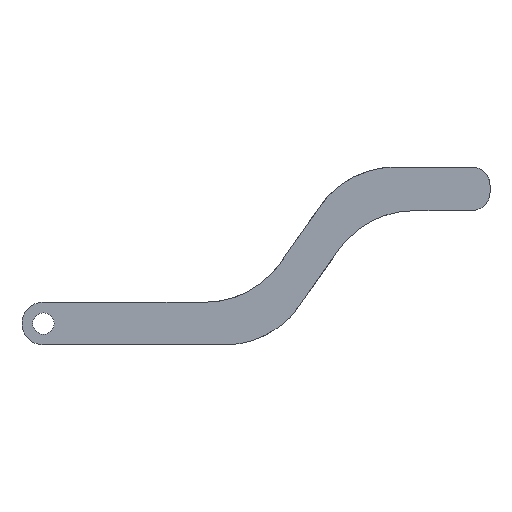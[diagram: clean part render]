
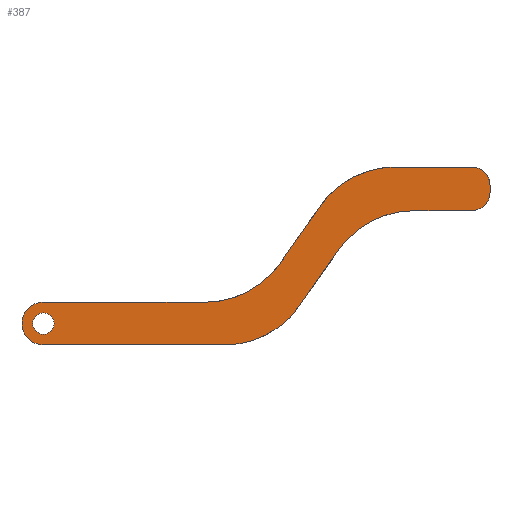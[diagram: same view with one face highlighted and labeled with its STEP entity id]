
A CAD part, front view. The second image highlights one B-rep face of the part: STEP entity #387.
In plain terms, the highlighted planar face has unit normal (0, -1, 0).
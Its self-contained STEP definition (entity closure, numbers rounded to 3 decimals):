
#15=FACE_BOUND('',#72,.T.);
#34=PLANE('',#440);
#49=FACE_OUTER_BOUND('',#71,.T.);
#71=EDGE_LOOP('',(#285,#286,#287,#288,#289,#290,#291,#292,#293,#294,#295,
#296,#297,#298));
#72=EDGE_LOOP('',(#299));
#94=LINE('',#615,#122);
#98=LINE('',#669,#126);
#99=LINE('',#673,#127);
#100=LINE('',#677,#128);
#101=LINE('',#681,#129);
#102=LINE('',#685,#130);
#103=LINE('',#688,#131);
#122=VECTOR('',#490,10.);
#126=VECTOR('',#508,10.);
#127=VECTOR('',#511,10.);
#128=VECTOR('',#514,10.);
#129=VECTOR('',#517,10.);
#130=VECTOR('',#520,10.);
#131=VECTOR('',#523,10.);
#148=CIRCLE('',#431,3.);
#149=CIRCLE('',#438,3.);
#151=CIRCLE('',#441,15.);
#152=CIRCLE('',#442,15.);
#153=CIRCLE('',#443,3.5);
#154=CIRCLE('',#444,15.);
#155=CIRCLE('',#445,15.);
#156=CIRCLE('',#446,1.75);
#165=VERTEX_POINT('',#605);
#166=VERTEX_POINT('',#607);
#168=VERTEX_POINT('',#613);
#176=VERTEX_POINT('',#663);
#177=VERTEX_POINT('',#668);
#178=VERTEX_POINT('',#670);
#179=VERTEX_POINT('',#672);
#180=VERTEX_POINT('',#674);
#181=VERTEX_POINT('',#676);
#182=VERTEX_POINT('',#678);
#183=VERTEX_POINT('',#680);
#184=VERTEX_POINT('',#682);
#185=VERTEX_POINT('',#684);
#186=VERTEX_POINT('',#686);
#187=VERTEX_POINT('',#689);
#204=EDGE_CURVE('',#165,#166,#148,.T.);
#208=EDGE_CURVE('',#168,#165,#94,.T.);
#218=EDGE_CURVE('',#176,#168,#149,.T.);
#220=EDGE_CURVE('',#177,#176,#98,.T.);
#221=EDGE_CURVE('',#178,#177,#151,.T.);
#222=EDGE_CURVE('',#179,#178,#99,.T.);
#223=EDGE_CURVE('',#180,#179,#152,.T.);
#224=EDGE_CURVE('',#181,#180,#100,.T.);
#225=EDGE_CURVE('',#182,#181,#153,.T.);
#226=EDGE_CURVE('',#183,#182,#101,.T.);
#227=EDGE_CURVE('',#184,#183,#154,.T.);
#228=EDGE_CURVE('',#185,#184,#102,.T.);
#229=EDGE_CURVE('',#186,#185,#155,.T.);
#230=EDGE_CURVE('',#166,#186,#103,.T.);
#231=EDGE_CURVE('',#187,#187,#156,.T.);
#285=ORIENTED_EDGE('',*,*,#204,.F.);
#286=ORIENTED_EDGE('',*,*,#208,.F.);
#287=ORIENTED_EDGE('',*,*,#218,.F.);
#288=ORIENTED_EDGE('',*,*,#220,.F.);
#289=ORIENTED_EDGE('',*,*,#221,.F.);
#290=ORIENTED_EDGE('',*,*,#222,.F.);
#291=ORIENTED_EDGE('',*,*,#223,.F.);
#292=ORIENTED_EDGE('',*,*,#224,.F.);
#293=ORIENTED_EDGE('',*,*,#225,.F.);
#294=ORIENTED_EDGE('',*,*,#226,.F.);
#295=ORIENTED_EDGE('',*,*,#227,.F.);
#296=ORIENTED_EDGE('',*,*,#228,.F.);
#297=ORIENTED_EDGE('',*,*,#229,.F.);
#298=ORIENTED_EDGE('',*,*,#230,.F.);
#299=ORIENTED_EDGE('',*,*,#231,.F.);
#387=ADVANCED_FACE('',(#49,#15),#34,.F.);
#431=AXIS2_PLACEMENT_3D('',#608,#482,#483);
#438=AXIS2_PLACEMENT_3D('',#665,#502,#503);
#440=AXIS2_PLACEMENT_3D('',#667,#506,#507);
#441=AXIS2_PLACEMENT_3D('',#671,#509,#510);
#442=AXIS2_PLACEMENT_3D('',#675,#512,#513);
#443=AXIS2_PLACEMENT_3D('',#679,#515,#516);
#444=AXIS2_PLACEMENT_3D('',#683,#518,#519);
#445=AXIS2_PLACEMENT_3D('',#687,#521,#522);
#446=AXIS2_PLACEMENT_3D('',#690,#524,#525);
#482=DIRECTION('center_axis',(0.,1.,0.));
#483=DIRECTION('ref_axis',(0.707,0.,-0.707));
#490=DIRECTION('',(0.,0.,-1.));
#502=DIRECTION('center_axis',(0.,1.,0.));
#503=DIRECTION('ref_axis',(0.707,0.,0.707));
#506=DIRECTION('center_axis',(0.,1.,0.));
#507=DIRECTION('ref_axis',(0.,0.,1.));
#508=DIRECTION('',(1.,0.,0.));
#509=DIRECTION('center_axis',(0.,1.,0.));
#510=DIRECTION('ref_axis',(-0.462,0.,0.887));
#511=DIRECTION('',(0.574,0.,0.819));
#512=DIRECTION('center_axis',(0.,-1.,0.));
#513=DIRECTION('ref_axis',(0.462,0.,-0.887));
#514=DIRECTION('',(1.,0.,0.));
#515=DIRECTION('center_axis',(0.,1.,0.));
#516=DIRECTION('ref_axis',(-1.,0.,0.));
#517=DIRECTION('',(-1.,0.,0.));
#518=DIRECTION('center_axis',(0.,1.,0.));
#519=DIRECTION('ref_axis',(0.462,0.,-0.887));
#520=DIRECTION('',(-0.574,0.,-0.819));
#521=DIRECTION('center_axis',(0.,-1.,0.));
#522=DIRECTION('ref_axis',(-0.462,0.,0.887));
#523=DIRECTION('',(-1.,0.,0.));
#524=DIRECTION('center_axis',(0.,-1.,0.));
#525=DIRECTION('ref_axis',(1.,0.,0.));
#605=CARTESIAN_POINT('',(73.112,0.,21.469));
#607=CARTESIAN_POINT('',(70.112,0.,18.469));
#608=CARTESIAN_POINT('Origin',(70.112,0.,21.469));
#613=CARTESIAN_POINT('',(73.112,0.,22.617));
#615=CARTESIAN_POINT('',(73.112,0.,25.617));
#663=CARTESIAN_POINT('',(70.112,0.,25.617));
#665=CARTESIAN_POINT('Origin',(70.112,0.,22.617));
#667=CARTESIAN_POINT('Origin',(34.806,0.,11.059));
#668=CARTESIAN_POINT('',(57.592,0.,25.617));
#669=CARTESIAN_POINT('',(49.784,0.,25.617));
#670=CARTESIAN_POINT('',(45.305,0.,19.221));
#671=CARTESIAN_POINT('Origin',(57.592,0.,10.617));
#672=CARTESIAN_POINT('',(38.776,0.,9.896));
#673=CARTESIAN_POINT('',(34.297,0.,3.5));
#674=CARTESIAN_POINT('',(26.489,0.,3.5));
#675=CARTESIAN_POINT('Origin',(26.489,0.,18.5));
#676=CARTESIAN_POINT('',(0.,0.,3.5));
#677=CARTESIAN_POINT('',(0.,0.,3.5));
#678=CARTESIAN_POINT('',(0.,0.,-3.5));
#679=CARTESIAN_POINT('Origin',(0.,0.,0.));
#680=CARTESIAN_POINT('',(29.631,0.,-3.5));
#681=CARTESIAN_POINT('',(37.44,0.,-3.5));
#682=CARTESIAN_POINT('',(41.919,0.,2.896));
#683=CARTESIAN_POINT('Origin',(29.631,0.,11.5));
#684=CARTESIAN_POINT('',(48.344,0.,12.073));
#685=CARTESIAN_POINT('',(52.823,0.,18.469));
#686=CARTESIAN_POINT('',(60.632,0.,18.469));
#687=CARTESIAN_POINT('Origin',(60.632,0.,3.469));
#688=CARTESIAN_POINT('',(73.112,0.,18.469));
#689=CARTESIAN_POINT('',(-1.75,0.,0.));
#690=CARTESIAN_POINT('Origin',(0.,0.,0.));
